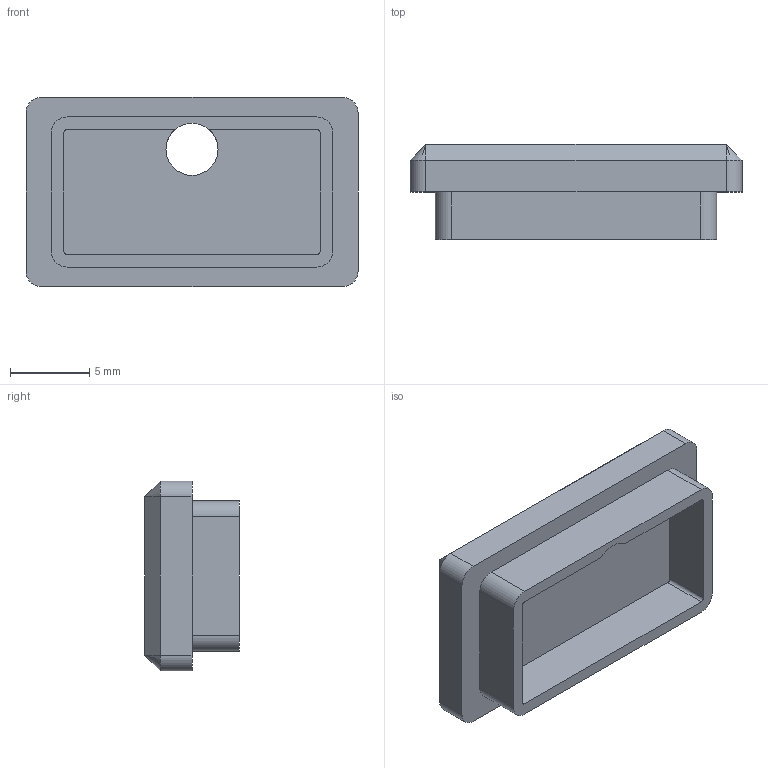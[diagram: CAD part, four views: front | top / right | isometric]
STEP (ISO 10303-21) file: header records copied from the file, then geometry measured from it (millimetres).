
FILE_DESCRIPTION (( 'STEP AP214' ), '1' );
FILE_NAME ('LED_END_CAP_WIRE_EXIT.STEP', '2019-11-21T20:54:05', ( '' ), ( '' ), 'SwSTEP 2.0', 'SolidWorks 2019', '' );
FILE_SCHEMA (( 'AUTOMOTIVE_DESIGN' ));
Length unit declared in the file: millimetre
Products named in the file (1): LED_END_CAP_WIRE_EXIT
Bounding box: 21 x 6 x 12 mm (x, y, z)
Volume: 815.8 mm3; surface area: 973 mm2
Topology: 1 solids, 1 shells, 39 faces, 100 edges, 60 vertices
Faces by surface type: plane 21, cylinder 14, cone 4
Entity records: 1182 total; most frequent: DIRECTION 206, CARTESIAN_POINT 196, ORIENTED_EDGE 192, EDGE_CURVE 96, AXIS2_PLACEMENT_3D 70, VECTOR 66, LINE 66, VERTEX_POINT 60
